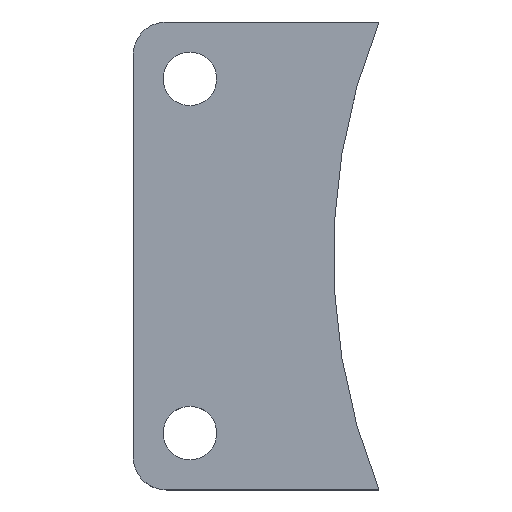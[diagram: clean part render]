
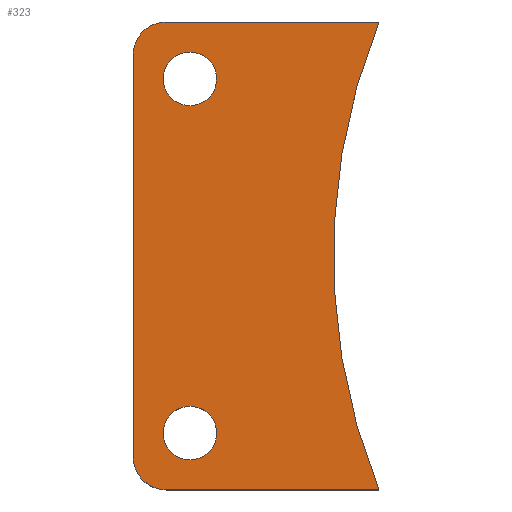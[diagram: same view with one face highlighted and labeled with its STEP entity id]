
A CAD part, top view. The second image highlights one B-rep face of the part: STEP entity #323.
In plain terms, the highlighted planar face has unit normal (0, 0, 1).
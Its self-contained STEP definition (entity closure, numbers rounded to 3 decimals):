
#52 = VERTEX_POINT('',#53);
#53 = CARTESIAN_POINT('',(-4.25,-15.,1.619));
#59 = EDGE_CURVE('',#52,#60,#62,.T.);
#60 = VERTEX_POINT('',#61);
#61 = CARTESIAN_POINT('',(-1.75,-17.5,1.619));
#62 = CIRCLE('',#63,2.499);
#63 = AXIS2_PLACEMENT_3D('',#64,#65,#66);
#64 = CARTESIAN_POINT('',(-1.751,-15.001,1.619));
#65 = DIRECTION('',(0.,0.,1.));
#66 = DIRECTION('',(-1.,0.,0.));
#92 = EDGE_CURVE('',#60,#93,#95,.T.);
#93 = VERTEX_POINT('',#94);
#94 = CARTESIAN_POINT('',(14.141,-17.5,1.619));
#95 = LINE('',#96,#97);
#96 = CARTESIAN_POINT('',(-1.75,-17.5,1.619));
#97 = VECTOR('',#98,1.);
#98 = DIRECTION('',(1.,0.,0.));
#123 = EDGE_CURVE('',#93,#124,#126,.T.);
#124 = VERTEX_POINT('',#125);
#125 = CARTESIAN_POINT('',(14.141,17.5,1.619));
#126 = CIRCLE('',#127,46.762);
#127 = AXIS2_PLACEMENT_3D('',#128,#129,#130);
#128 = CARTESIAN_POINT('',(57.505,0.,1.619));
#129 = DIRECTION('',(0.,0.,-1.));
#130 = DIRECTION('',(-0.927,-0.374,0.));
#156 = EDGE_CURVE('',#124,#157,#159,.T.);
#157 = VERTEX_POINT('',#158);
#158 = CARTESIAN_POINT('',(-1.75,17.5,1.619));
#159 = LINE('',#160,#161);
#160 = CARTESIAN_POINT('',(14.141,17.5,1.619));
#161 = VECTOR('',#162,1.);
#162 = DIRECTION('',(-1.,0.,0.));
#187 = EDGE_CURVE('',#157,#188,#190,.T.);
#188 = VERTEX_POINT('',#189);
#189 = CARTESIAN_POINT('',(-4.25,15.,1.619));
#190 = CIRCLE('',#191,2.499);
#191 = AXIS2_PLACEMENT_3D('',#192,#193,#194);
#192 = CARTESIAN_POINT('',(-1.751,15.001,1.619));
#193 = DIRECTION('',(0.,0.,1.));
#194 = DIRECTION('',(0.,1.,0.));
#220 = EDGE_CURVE('',#188,#52,#221,.T.);
#221 = LINE('',#222,#223);
#222 = CARTESIAN_POINT('',(-4.25,15.,1.619));
#223 = VECTOR('',#224,1.);
#224 = DIRECTION('',(0.,-1.,0.));
#244 = VERTEX_POINT('',#245);
#245 = CARTESIAN_POINT('',(2.,-13.25,1.619));
#251 = EDGE_CURVE('',#244,#244,#252,.T.);
#252 = CIRCLE('',#253,2.);
#253 = AXIS2_PLACEMENT_3D('',#254,#255,#256);
#254 = CARTESIAN_POINT('',(0.,-13.25,1.619)
  );
#255 = DIRECTION('',(0.,0.,1.));
#256 = DIRECTION('',(1.,0.,0.));
#277 = VERTEX_POINT('',#278);
#278 = CARTESIAN_POINT('',(2.,13.25,1.619));
#284 = EDGE_CURVE('',#277,#277,#285,.T.);
#285 = CIRCLE('',#286,2.);
#286 = AXIS2_PLACEMENT_3D('',#287,#288,#289);
#287 = CARTESIAN_POINT('',(0.,13.25,1.619));
#288 = DIRECTION('',(0.,0.,1.));
#289 = DIRECTION('',(1.,0.,0.));
#323 = ADVANCED_FACE('',(#324,#332,#335),#338,.F.);
#324 = FACE_BOUND('',#325,.T.);
#325 = EDGE_LOOP('',(#326,#327,#328,#329,#330,#331));
#326 = ORIENTED_EDGE('',*,*,#59,.T.);
#327 = ORIENTED_EDGE('',*,*,#92,.T.);
#328 = ORIENTED_EDGE('',*,*,#123,.T.);
#329 = ORIENTED_EDGE('',*,*,#156,.T.);
#330 = ORIENTED_EDGE('',*,*,#187,.T.);
#331 = ORIENTED_EDGE('',*,*,#220,.T.);
#332 = FACE_BOUND('',#333,.F.);
#333 = EDGE_LOOP('',(#334));
#334 = ORIENTED_EDGE('',*,*,#251,.T.);
#335 = FACE_BOUND('',#336,.F.);
#336 = EDGE_LOOP('',(#337));
#337 = ORIENTED_EDGE('',*,*,#284,.T.);
#338 = PLANE('',#339);
#339 = AXIS2_PLACEMENT_3D('',#340,#341,#342);
#340 = CARTESIAN_POINT('',(-4.25,-15.,1.619));
#341 = DIRECTION('',(0.,0.,-1.));
#342 = DIRECTION('',(-1.,0.,0.));
